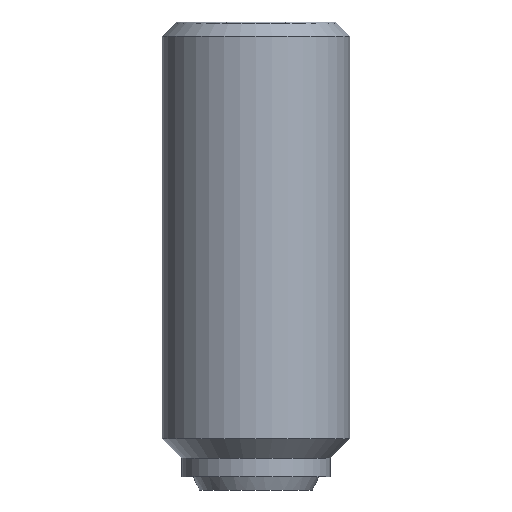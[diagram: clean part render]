
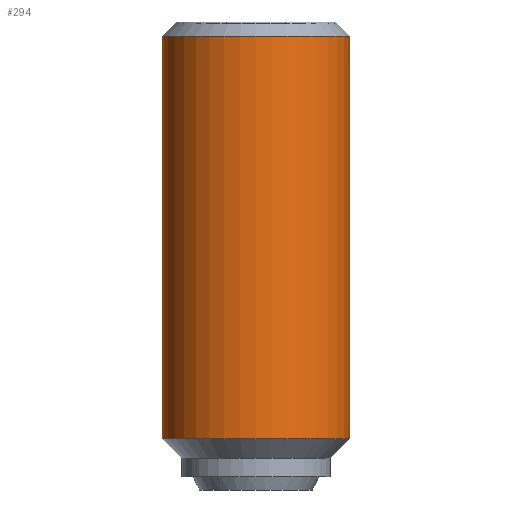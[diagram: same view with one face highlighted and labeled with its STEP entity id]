
A CAD part, front view. The second image highlights one B-rep face of the part: STEP entity #294.
In plain terms, the highlighted cylindrical face has radius 6 mm (diameter 12 mm), a partial arc.
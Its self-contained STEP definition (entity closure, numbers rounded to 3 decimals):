
#136=EDGE_CURVE('',#306,#194,#361,.T.);
#178=EDGE_CURVE('',#226,#334,#413,.T.);
#194=VERTEX_POINT('',#432);
#226=VERTEX_POINT('',#466);
#240=EDGE_CURVE('',#226,#194,#480,.T.);
#294=ADVANCED_FACE('',(#540),#541,.T.);
#296=EDGE_CURVE('',#334,#306,#543,.T.);
#306=VERTEX_POINT('',#553);
#334=VERTEX_POINT('',#582);
#361=LINE('',#603,#604);
#413=LINE('',#667,#668);
#432=CARTESIAN_POINT('',(6.,0.,-26.7));
#466=CARTESIAN_POINT('',(-6.,0.,-26.7));
#480=CIRCLE('',#781,6.);
#540=FACE_OUTER_BOUND('',#885,.T.);
#541=CYLINDRICAL_SURFACE('',#886,6.);
#543=CIRCLE('',#889,6.);
#553=CARTESIAN_POINT('',(6.,0.,-0.9));
#582=CARTESIAN_POINT('',(-6.,0.,-0.9));
#603=CARTESIAN_POINT('',(6.,0.,-13.8));
#604=VECTOR('',#956,1.0);
#667=CARTESIAN_POINT('',(-6.,0.,-13.8));
#668=VECTOR('',#1052,1.0);
#781=AXIS2_PLACEMENT_3D('',#1125,#1126,#1127);
#885=EDGE_LOOP('',(#1187,#1188,#1189,#1190));
#886=AXIS2_PLACEMENT_3D('',#1191,#1192,#1193);
#889=AXIS2_PLACEMENT_3D('',#1194,#1195,#1196);
#956=DIRECTION('',(-0.0,-0.0,-1.0));
#1052=DIRECTION('',(0.0,0.0,1.0));
#1125=CARTESIAN_POINT('',(0.0,0.,-26.7));
#1126=DIRECTION('',(0.0,0.0,1.0));
#1127=DIRECTION('',(-1.0,0.,0.0));
#1187=ORIENTED_EDGE('',*,*,#178,.F.);
#1188=ORIENTED_EDGE('',*,*,#240,.T.);
#1189=ORIENTED_EDGE('',*,*,#136,.F.);
#1190=ORIENTED_EDGE('',*,*,#296,.F.);
#1191=CARTESIAN_POINT('',(0.0,0.,-13.8));
#1192=DIRECTION('',(-0.0,-0.0,-1.0));
#1193=DIRECTION('',(-1.0,0.,0.0));
#1194=CARTESIAN_POINT('',(0.0,0.,-0.9));
#1195=DIRECTION('',(0.0,0.0,1.0));
#1196=DIRECTION('',(-1.0,0.,0.0));
